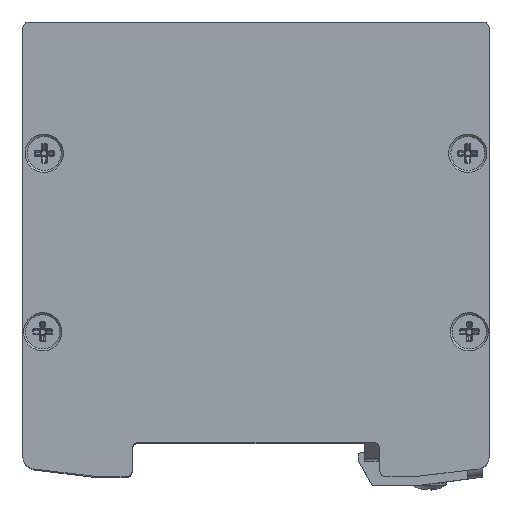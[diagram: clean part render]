
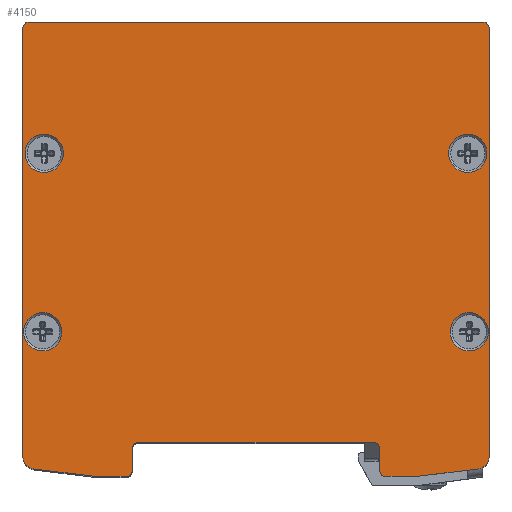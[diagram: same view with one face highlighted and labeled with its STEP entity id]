
A CAD part, top view. The second image highlights one B-rep face of the part: STEP entity #4150.
In plain terms, the highlighted planar face has unit normal (0, 0, 1).
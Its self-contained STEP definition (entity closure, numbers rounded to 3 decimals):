
#280=FACE_BOUND('',#667,.T.);
#281=FACE_BOUND('',#668,.T.);
#282=FACE_BOUND('',#669,.T.);
#283=FACE_BOUND('',#670,.T.);
#296=PLANE('',#4553);
#414=FACE_OUTER_BOUND('',#666,.T.);
#666=EDGE_LOOP('',(#2899,#2900,#2901,#2902,#2903,#2904,#2905,#2906,#2907,
#2908,#2909,#2910,#2911,#2912,#2913,#2914,#2915,#2916));
#667=EDGE_LOOP('',(#2917));
#668=EDGE_LOOP('',(#2918));
#669=EDGE_LOOP('',(#2919));
#670=EDGE_LOOP('',(#2920));
#906=LINE('',#6331,#1232);
#918=LINE('',#6371,#1244);
#921=LINE('',#6380,#1247);
#926=LINE('',#6393,#1252);
#929=LINE('',#6401,#1255);
#932=LINE('',#6409,#1258);
#935=LINE('',#6417,#1261);
#936=LINE('',#6420,#1262);
#938=LINE('',#6423,#1264);
#939=LINE('',#6425,#1265);
#1232=VECTOR('',#5046,73.4);
#1244=VECTOR('',#5080,69.294);
#1247=VECTOR('',#5089,3.5);
#1252=VECTOR('',#5104,38.);
#1255=VECTOR('',#5113,3.5);
#1258=VECTOR('',#5122,10.018);
#1261=VECTOR('',#5131,69.294);
#1262=VECTOR('',#5134,10.018);
#1264=VECTOR('',#5138,5.);
#1265=VECTOR('',#5141,5.);
#1548=CIRCLE('',#4503,3.1);
#1551=CIRCLE('',#4508,3.1);
#1554=CIRCLE('',#4513,3.1);
#1557=CIRCLE('',#4518,3.1);
#1558=CIRCLE('',#4520,1.);
#1567=CIRCLE('',#4532,1.);
#1568=CIRCLE('',#4535,1.);
#1569=CIRCLE('',#4538,1.);
#1570=CIRCLE('',#4540,1.);
#1571=CIRCLE('',#4543,1.);
#1572=CIRCLE('',#4546,2.);
#1573=CIRCLE('',#4549,2.);
#1759=VERTEX_POINT('',#6284);
#1762=VERTEX_POINT('',#6294);
#1765=VERTEX_POINT('',#6304);
#1768=VERTEX_POINT('',#6314);
#1769=VERTEX_POINT('',#6318);
#1770=VERTEX_POINT('',#6319);
#1774=VERTEX_POINT('',#6329);
#1790=VERTEX_POINT('',#6365);
#1791=VERTEX_POINT('',#6369);
#1792=VERTEX_POINT('',#6373);
#1793=VERTEX_POINT('',#6375);
#1794=VERTEX_POINT('',#6379);
#1795=VERTEX_POINT('',#6383);
#1796=VERTEX_POINT('',#6387);
#1797=VERTEX_POINT('',#6389);
#1798=VERTEX_POINT('',#6395);
#1799=VERTEX_POINT('',#6396);
#1800=VERTEX_POINT('',#6403);
#1801=VERTEX_POINT('',#6407);
#1802=VERTEX_POINT('',#6411);
#1803=VERTEX_POINT('',#6413);
#1804=VERTEX_POINT('',#6419);
#2151=EDGE_CURVE('',#1759,#1759,#1548,.T.);
#2156=EDGE_CURVE('',#1762,#1762,#1551,.T.);
#2161=EDGE_CURVE('',#1765,#1765,#1554,.T.);
#2166=EDGE_CURVE('',#1768,#1768,#1557,.T.);
#2167=EDGE_CURVE('',#1769,#1770,#1558,.T.);
#2173=EDGE_CURVE('',#1774,#1769,#906,.T.);
#2190=EDGE_CURVE('',#1790,#1774,#1567,.T.);
#2193=EDGE_CURVE('',#1791,#1790,#918,.T.);
#2195=EDGE_CURVE('',#1792,#1793,#1568,.T.);
#2197=EDGE_CURVE('',#1794,#1793,#921,.T.);
#2199=EDGE_CURVE('',#1794,#1795,#1569,.T.);
#2202=EDGE_CURVE('',#1796,#1797,#1570,.T.);
#2204=EDGE_CURVE('',#1796,#1795,#926,.T.);
#2205=EDGE_CURVE('',#1798,#1799,#1571,.T.);
#2208=EDGE_CURVE('',#1798,#1797,#929,.T.);
#2209=EDGE_CURVE('',#1800,#1791,#1572,.T.);
#2212=EDGE_CURVE('',#1800,#1801,#932,.T.);
#2214=EDGE_CURVE('',#1802,#1803,#1573,.T.);
#2216=EDGE_CURVE('',#1770,#1802,#935,.T.);
#2217=EDGE_CURVE('',#1804,#1803,#936,.T.);
#2219=EDGE_CURVE('',#1804,#1792,#938,.T.);
#2220=EDGE_CURVE('',#1799,#1801,#939,.T.);
#2899=ORIENTED_EDGE('',*,*,#2167,.F.);
#2900=ORIENTED_EDGE('',*,*,#2173,.F.);
#2901=ORIENTED_EDGE('',*,*,#2190,.F.);
#2902=ORIENTED_EDGE('',*,*,#2193,.F.);
#2903=ORIENTED_EDGE('',*,*,#2209,.F.);
#2904=ORIENTED_EDGE('',*,*,#2212,.T.);
#2905=ORIENTED_EDGE('',*,*,#2220,.F.);
#2906=ORIENTED_EDGE('',*,*,#2205,.F.);
#2907=ORIENTED_EDGE('',*,*,#2208,.T.);
#2908=ORIENTED_EDGE('',*,*,#2202,.F.);
#2909=ORIENTED_EDGE('',*,*,#2204,.T.);
#2910=ORIENTED_EDGE('',*,*,#2199,.F.);
#2911=ORIENTED_EDGE('',*,*,#2197,.T.);
#2912=ORIENTED_EDGE('',*,*,#2195,.F.);
#2913=ORIENTED_EDGE('',*,*,#2219,.F.);
#2914=ORIENTED_EDGE('',*,*,#2217,.T.);
#2915=ORIENTED_EDGE('',*,*,#2214,.F.);
#2916=ORIENTED_EDGE('',*,*,#2216,.F.);
#2917=ORIENTED_EDGE('',*,*,#2166,.T.);
#2918=ORIENTED_EDGE('',*,*,#2161,.T.);
#2919=ORIENTED_EDGE('',*,*,#2156,.T.);
#2920=ORIENTED_EDGE('',*,*,#2151,.T.);
#4150=ADVANCED_FACE('',(#414,#280,#281,#282,#283),#296,.T.);
#4503=AXIS2_PLACEMENT_3D('',#6286,#4996,#4997);
#4508=AXIS2_PLACEMENT_3D('',#6296,#5008,#5009);
#4513=AXIS2_PLACEMENT_3D('',#6306,#5020,#5021);
#4518=AXIS2_PLACEMENT_3D('',#6316,#5032,#5033);
#4520=AXIS2_PLACEMENT_3D('',#6320,#5036,#5037);
#4532=AXIS2_PLACEMENT_3D('',#6366,#5074,#5075);
#4535=AXIS2_PLACEMENT_3D('',#6376,#5084,#5085);
#4538=AXIS2_PLACEMENT_3D('',#6384,#5093,#5094);
#4540=AXIS2_PLACEMENT_3D('',#6390,#5099,#5100);
#4543=AXIS2_PLACEMENT_3D('',#6397,#5107,#5108);
#4546=AXIS2_PLACEMENT_3D('',#6404,#5116,#5117);
#4549=AXIS2_PLACEMENT_3D('',#6414,#5126,#5127);
#4553=AXIS2_PLACEMENT_3D('',#6424,#5139,#5140);
#4996=DIRECTION('center_axis',(0.,0.,-1.));
#4997=DIRECTION('ref_axis',(1.,0.,0.));
#5008=DIRECTION('center_axis',(0.,0.,-1.));
#5009=DIRECTION('ref_axis',(1.,0.,0.));
#5020=DIRECTION('center_axis',(0.,0.,-1.));
#5021=DIRECTION('ref_axis',(1.,0.,0.));
#5032=DIRECTION('center_axis',(0.,0.,-1.));
#5033=DIRECTION('ref_axis',(1.,0.,0.));
#5036=DIRECTION('center_axis',(0.,0.,-1.));
#5037=DIRECTION('ref_axis',(0.707,0.707,0.));
#5046=DIRECTION('',(1.,0.,0.));
#5074=DIRECTION('center_axis',(0.,0.,-1.));
#5075=DIRECTION('ref_axis',(-0.707,0.707,0.));
#5080=DIRECTION('',(0.,1.,0.));
#5084=DIRECTION('center_axis',(0.,0.,-1.));
#5085=DIRECTION('ref_axis',(-0.707,-0.707,0.));
#5089=DIRECTION('',(0.,-1.,0.));
#5093=DIRECTION('center_axis',(0.,0.,1.));
#5094=DIRECTION('ref_axis',(0.707,0.707,0.));
#5099=DIRECTION('center_axis',(0.,0.,1.));
#5100=DIRECTION('ref_axis',(-0.707,0.707,0.));
#5104=DIRECTION('',(1.,0.,0.));
#5107=DIRECTION('center_axis',(0.,0.,-1.));
#5108=DIRECTION('ref_axis',(0.707,-0.707,0.));
#5113=DIRECTION('',(0.,1.,0.));
#5116=DIRECTION('center_axis',(0.,0.,-1.));
#5117=DIRECTION('ref_axis',(-0.749,-0.663,0.));
#5122=DIRECTION('',(0.993,-0.122,0.));
#5126=DIRECTION('center_axis',(0.,0.,-1.));
#5127=DIRECTION('ref_axis',(0.749,-0.663,0.));
#5131=DIRECTION('',(0.,-1.,0.));
#5134=DIRECTION('',(0.993,0.122,0.));
#5138=DIRECTION('',(-1.,0.,0.));
#5139=DIRECTION('center_axis',(0.,0.,1.));
#5140=DIRECTION('ref_axis',(1.,0.,0.));
#5141=DIRECTION('',(-1.,0.,0.));
#6284=CARTESIAN_POINT('',(31.4,0.,2.));
#6286=CARTESIAN_POINT('Origin',(34.5,0.,2.));
#6294=CARTESIAN_POINT('',(-37.6,0.,2.));
#6296=CARTESIAN_POINT('Origin',(-34.5,0.,2.));
#6304=CARTESIAN_POINT('',(-37.35,28.85,2.));
#6306=CARTESIAN_POINT('Origin',(-34.25,28.85,2.));
#6314=CARTESIAN_POINT('',(31.15,28.85,2.));
#6316=CARTESIAN_POINT('Origin',(34.25,28.85,2.));
#6318=CARTESIAN_POINT('',(36.7,50.1,2.));
#6319=CARTESIAN_POINT('',(37.7,49.1,2.));
#6320=CARTESIAN_POINT('Origin',(36.7,49.1,2.));
#6329=CARTESIAN_POINT('',(-36.7,50.1,2.));
#6331=CARTESIAN_POINT('',(-36.7,50.1,2.));
#6365=CARTESIAN_POINT('',(-37.7,49.1,2.));
#6366=CARTESIAN_POINT('Origin',(-36.7,49.1,2.));
#6369=CARTESIAN_POINT('',(-37.7,-20.194,2.));
#6371=CARTESIAN_POINT('',(-37.7,-20.194,2.));
#6373=CARTESIAN_POINT('',(21.,-23.4,2.));
#6375=CARTESIAN_POINT('',(20.,-22.4,2.));
#6376=CARTESIAN_POINT('Origin',(21.,-22.4,2.));
#6379=CARTESIAN_POINT('',(20.,-18.9,2.));
#6380=CARTESIAN_POINT('',(20.,-18.9,2.));
#6383=CARTESIAN_POINT('',(19.,-17.9,2.));
#6384=CARTESIAN_POINT('Origin',(19.,-18.9,2.));
#6387=CARTESIAN_POINT('',(-19.,-17.9,2.));
#6389=CARTESIAN_POINT('',(-20.,-18.9,2.));
#6390=CARTESIAN_POINT('Origin',(-19.,-18.9,2.));
#6393=CARTESIAN_POINT('',(-19.,-17.9,2.));
#6395=CARTESIAN_POINT('',(-20.,-22.4,2.));
#6396=CARTESIAN_POINT('',(-21.,-23.4,2.));
#6397=CARTESIAN_POINT('Origin',(-21.,-22.4,2.));
#6401=CARTESIAN_POINT('',(-20.,-22.4,2.));
#6403=CARTESIAN_POINT('',(-35.944,-22.179,2.));
#6404=CARTESIAN_POINT('Origin',(-35.7,-20.194,2.));
#6407=CARTESIAN_POINT('',(-26.,-23.4,2.));
#6409=CARTESIAN_POINT('',(-35.944,-22.179,2.));
#6411=CARTESIAN_POINT('',(37.7,-20.194,2.));
#6413=CARTESIAN_POINT('',(35.944,-22.179,2.));
#6414=CARTESIAN_POINT('Origin',(35.7,-20.194,2.));
#6417=CARTESIAN_POINT('',(37.7,49.1,2.));
#6419=CARTESIAN_POINT('',(26.,-23.4,2.));
#6420=CARTESIAN_POINT('',(26.,-23.4,2.));
#6423=CARTESIAN_POINT('',(26.,-23.4,2.));
#6424=CARTESIAN_POINT('Origin',(0.,45.269,2.));
#6425=CARTESIAN_POINT('',(-21.,-23.4,2.));
